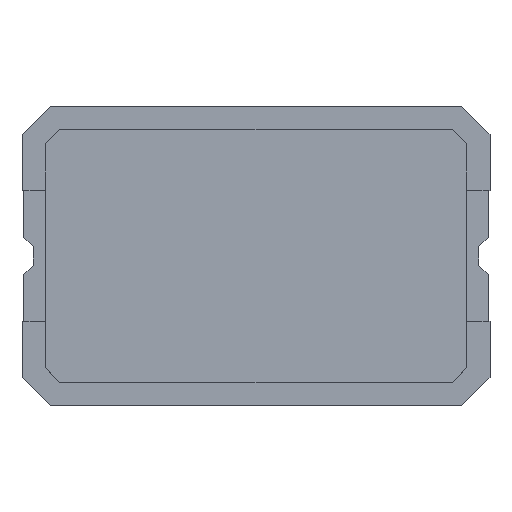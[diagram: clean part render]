
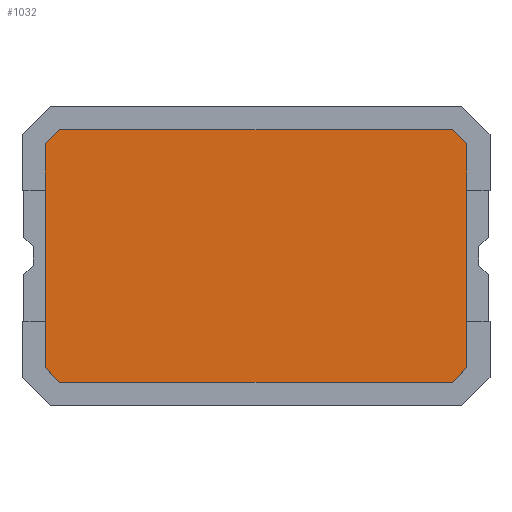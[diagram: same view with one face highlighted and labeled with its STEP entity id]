
A CAD part, top view. The second image highlights one B-rep face of the part: STEP entity #1032.
In plain terms, the highlighted planar face has unit normal (0, 0, 1).
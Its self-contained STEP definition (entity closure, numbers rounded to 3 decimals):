
#63=FACE_OUTER_BOUND('',#113,.T.);
#113=EDGE_LOOP('',(#874,#875,#876,#877,#878,#879,#880,#881));
#235=LINE('',#1581,#371);
#238=LINE('',#1587,#374);
#241=LINE('',#1593,#377);
#243=LINE('',#1596,#379);
#245=LINE('',#1600,#381);
#247=LINE('',#1604,#383);
#248=LINE('',#1606,#384);
#249=LINE('',#1608,#385);
#371=VECTOR('',#1304,1000.);
#374=VECTOR('',#1309,1000.);
#377=VECTOR('',#1314,1000.);
#379=VECTOR('',#1318,1000.);
#381=VECTOR('',#1322,1000.);
#383=VECTOR('',#1326,1000.);
#384=VECTOR('',#1329,1000.);
#385=VECTOR('',#1332,1000.);
#466=VERTEX_POINT('',#1578);
#467=VERTEX_POINT('',#1580);
#468=VERTEX_POINT('',#1584);
#469=VERTEX_POINT('',#1586);
#470=VERTEX_POINT('',#1590);
#471=VERTEX_POINT('',#1592);
#472=VERTEX_POINT('',#1598);
#473=VERTEX_POINT('',#1602);
#595=EDGE_CURVE('',#467,#466,#235,.T.);
#598=EDGE_CURVE('',#469,#468,#238,.T.);
#601=EDGE_CURVE('',#471,#470,#241,.T.);
#603=EDGE_CURVE('',#470,#467,#243,.T.);
#605=EDGE_CURVE('',#466,#472,#245,.T.);
#607=EDGE_CURVE('',#472,#473,#247,.T.);
#608=EDGE_CURVE('',#473,#469,#248,.T.);
#609=EDGE_CURVE('',#468,#471,#249,.T.);
#874=ORIENTED_EDGE('',*,*,#601,.T.);
#875=ORIENTED_EDGE('',*,*,#603,.T.);
#876=ORIENTED_EDGE('',*,*,#595,.T.);
#877=ORIENTED_EDGE('',*,*,#605,.T.);
#878=ORIENTED_EDGE('',*,*,#607,.T.);
#879=ORIENTED_EDGE('',*,*,#608,.T.);
#880=ORIENTED_EDGE('',*,*,#598,.T.);
#881=ORIENTED_EDGE('',*,*,#609,.T.);
#931=PLANE('',#1096);
#1032=ADVANCED_FACE('',(#63),#931,.T.);
#1096=AXIS2_PLACEMENT_3D('',#1609,#1333,#1334);
#1304=DIRECTION('',(0.,-1.,0.));
#1309=DIRECTION('',(0.,1.,0.));
#1314=DIRECTION('',(-1.,0.,0.));
#1318=DIRECTION('',(-0.707,-0.707,0.));
#1322=DIRECTION('',(0.707,-0.707,0.));
#1326=DIRECTION('',(1.,0.,0.));
#1329=DIRECTION('',(0.707,0.707,0.));
#1332=DIRECTION('',(-0.707,0.707,0.));
#1333=DIRECTION('center_axis',(0.,0.,
1.));
#1334=DIRECTION('ref_axis',(0.,-1.,0.));
#1578=CARTESIAN_POINT('',(-2.25,-1.197,1.356));
#1580=CARTESIAN_POINT('',(-2.25,1.196,1.356));
#1581=CARTESIAN_POINT('',(-2.25,1.196,1.356));
#1584=CARTESIAN_POINT('',(2.25,1.196,1.356));
#1586=CARTESIAN_POINT('',(2.25,-1.197,1.356));
#1587=CARTESIAN_POINT('',(2.25,-1.197,1.356));
#1590=CARTESIAN_POINT('',(-2.096,1.35,1.356));
#1592=CARTESIAN_POINT('',(2.096,1.35,1.356));
#1593=CARTESIAN_POINT('',(2.096,1.35,1.356));
#1596=CARTESIAN_POINT('',(-2.096,1.35,1.356));
#1598=CARTESIAN_POINT('',(-2.096,-1.35,1.356));
#1600=CARTESIAN_POINT('',(-2.25,-1.197,1.356));
#1602=CARTESIAN_POINT('',(2.096,-1.35,1.356));
#1604=CARTESIAN_POINT('',(-2.096,-1.35,1.356));
#1606=CARTESIAN_POINT('',(2.096,-1.35,1.356));
#1608=CARTESIAN_POINT('',(2.25,1.196,1.356));
#1609=CARTESIAN_POINT('Origin',(6.345,-1.539,1.356));
